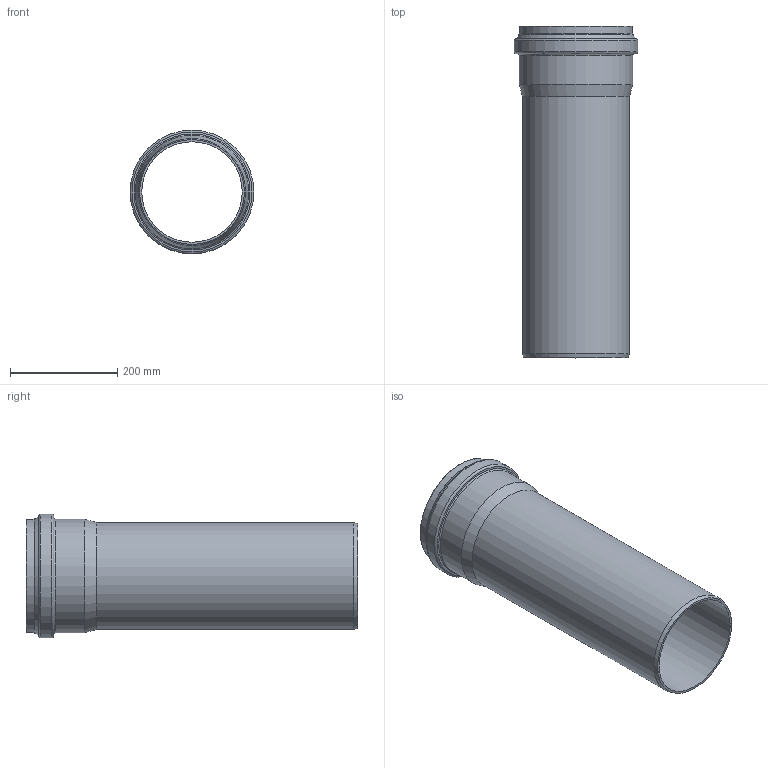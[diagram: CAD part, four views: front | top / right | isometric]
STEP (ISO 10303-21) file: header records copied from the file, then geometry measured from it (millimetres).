
FILE_DESCRIPTION(/* description */ (''),/* implementation_level */ '2;1');
FILE_NAME(/* name */ '338020 SKOLANsafeEM Passlängen DN_OD 200x500.stp',/* time_stamp */ '2018-01-09T14:27:15+01:00',/* author */ ('user1'),/* organization */ (''),/* preprocessor_version */ 'ST-DEVELOPER v16.1',/* originating_system */ 'Autodesk Inventor 2016',/* authorisation */ '');
FILE_SCHEMA (('AUTOMOTIVE_DESIGN { 1 0 10303 214 3 1 1 }'));
Length unit declared in the file: millimetre
Products named in the file (1): 338020 SKOLANsafeEM Passlängen DN_OD 200x500
Bounding box: 231.3 x 620 x 231.3 mm (x, y, z)
Volume: 2347129.5 mm3; surface area: 791623.4 mm2
Topology: 1 solids, 1 shells, 36 faces, 69 edges, 36 vertices
Faces by surface type: torus 14, cone 10, cylinder 9, plane 3
Full cylindrical faces by diameter (mm): 187.6 x1, 200 x1, 200.8 x1, 201.8 x2, 211.2 x1, 212 x1, 221.9 x1, 231.3 x1
Entity records: 752 total; most frequent: DIRECTION 146, CARTESIAN_POINT 109, AXIS2_PLACEMENT_3D 73, EDGE_LOOP 72, ORIENTED_EDGE 72, FACE_BOUND 36, FACE_OUTER_BOUND 36, CIRCLE 36
